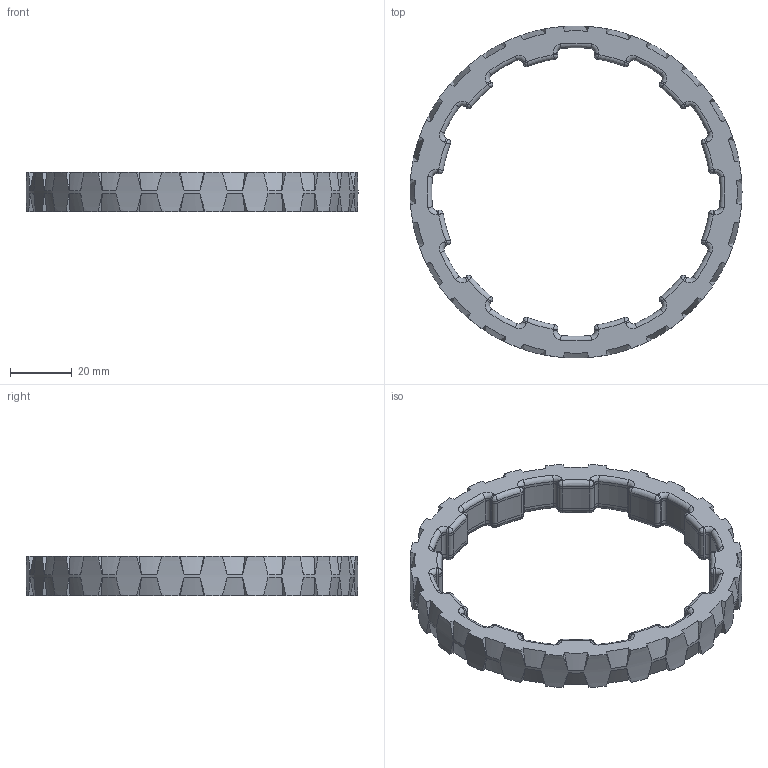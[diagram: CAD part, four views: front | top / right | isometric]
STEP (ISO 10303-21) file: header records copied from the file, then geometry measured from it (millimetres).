
FILE_DESCRIPTION(/* description */ ('STEP AP214'),/* implementation_level */ '2;1');
FILE_NAME(/* name */ '4_Traction_Tire_-_0_5_Wide_217-2859.ipt.step',/* time_stamp */ '2020-04-16T23:24:44-04:00',/* author */ (''),/* organization */ (''),/* preprocessor_version */ 'ST-DEVELOPER v17',/* originating_system */ 'Autodesk Inventor 2019',/* authorisation */ '');
FILE_SCHEMA (('AUTOMOTIVE_DESIGN { 1 0 10303 214 3 1 1 }'));
Products named in the file (1): 4_Traction_Tire_-_0_5_Wide_217-2859
Bounding box: 107.94 x 107.94 x 12.7 mm (x, y, z)
Volume: 32347.8 mm3; surface area: 24211.6 mm2
Topology: 2 solids, 2 shells, 1545 faces, 4521 edges, 2934 vertices
Faces by surface type: cylinder 891, plane 462, torus 96, bspline 48, cone 48
Full cylindrical faces by diameter (mm): 1.5 x48, 95.828 x2, 107.95 x1
Entity records: 63790 total; most frequent: CARTESIAN_POINT 20713, ORIENTED_EDGE 8946, DIRECTION 8915, EDGE_CURVE 4473, AXIS2_PLACEMENT_3D 3520, VERTEX_POINT 2934, CIRCLE 1926, LINE 1875
